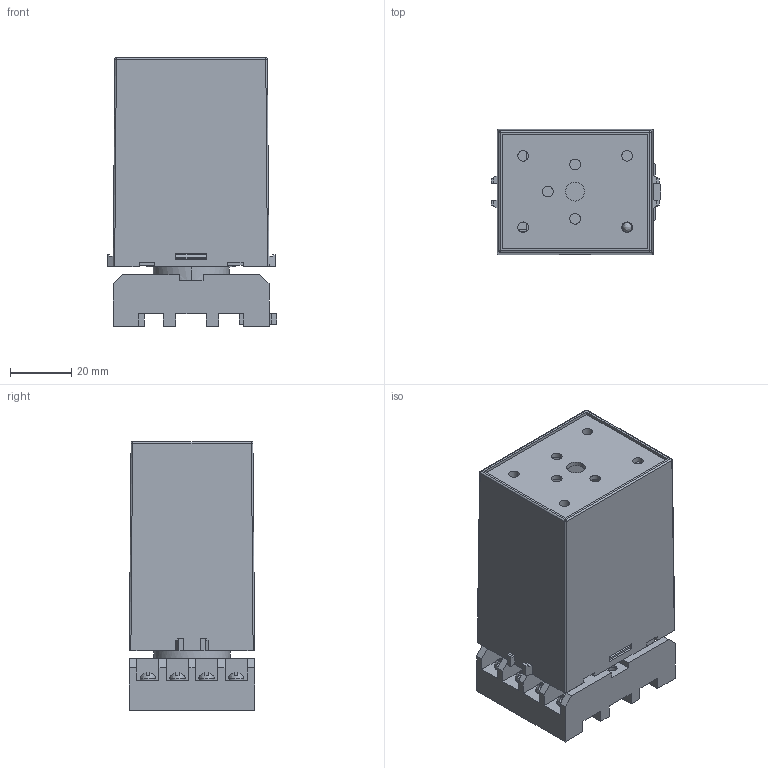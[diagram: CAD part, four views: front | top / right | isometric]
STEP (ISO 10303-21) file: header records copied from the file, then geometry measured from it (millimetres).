
FILE_DESCRIPTION (( 'STEP AP214' ), '1' );
FILE_NAME ('32JYB714.STEP', '2025-04-07T02:59:24', ( '' ), ( 'Microsoft' ), 'SwSTEP 2.0', 'SolidWorks 2014', '' );
FILE_SCHEMA (( 'AUTOMOTIVE_DESIGN' ));
Length unit declared in the file: millimetre
Products named in the file (3): JYB714褲极_1; 32JYB714; JYB714菁釱_1
Assembly tree (2 placements, depth 2):
  32JYB714
    JYB714褲极_1
    JYB714菁釱_1
Bounding box: 55.6 x 41 x 88 mm (x, y, z)
Volume: 57542.9 mm3; surface area: 55540.6 mm2
Topology: 14 solids, 16 shells, 862 faces, 2256 edges, 1474 vertices
Faces by surface type: plane 597, cylinder 209, bspline 48, cone 8
Entity records: 37037 total; most frequent: CARTESIAN_POINT 5938, ORIENTED_EDGE 4476, DIRECTION 4336, EDGE_CURVE 2238, LINE 1600, VECTOR 1600, VERTEX_POINT 1474, AXIS2_PLACEMENT_3D 1368
